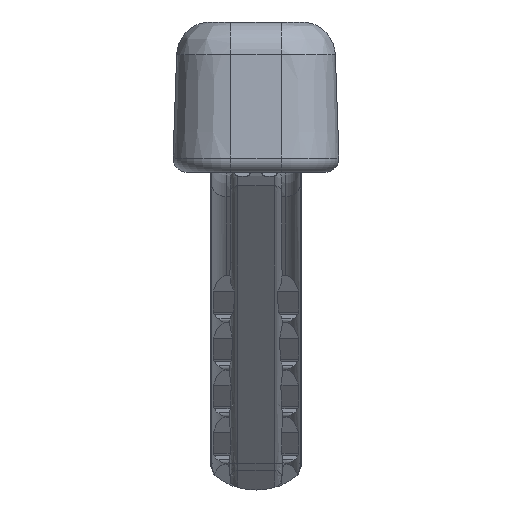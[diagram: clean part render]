
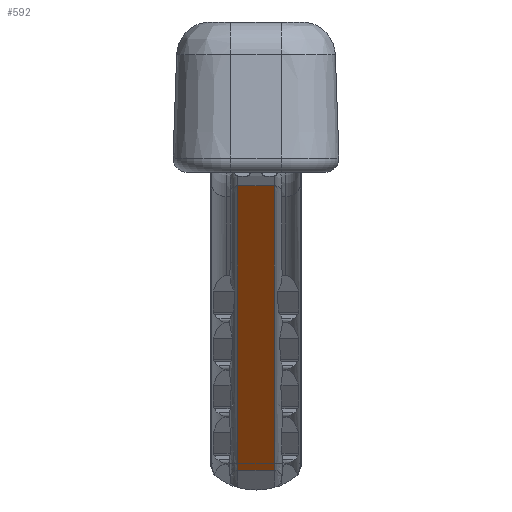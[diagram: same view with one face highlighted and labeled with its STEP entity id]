
A CAD part, front view. The second image highlights one B-rep face of the part: STEP entity #592.
In plain terms, the highlighted planar face has unit normal (0, -0.394, -0.919).
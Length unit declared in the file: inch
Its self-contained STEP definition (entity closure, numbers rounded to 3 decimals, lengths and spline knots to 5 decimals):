
#592=ADVANCED_FACE('',(#866),#752,.T.);
#752=PLANE('',#3644);
#866=FACE_OUTER_BOUND('',#1060,.T.);
#1060=EDGE_LOOP('',(#1608,#1609,#1610,#1611));
#1608=ORIENTED_EDGE('',*,*,#2840,.T.);
#1609=ORIENTED_EDGE('',*,*,#2877,.T.);
#1610=ORIENTED_EDGE('',*,*,#2836,.F.);
#1611=ORIENTED_EDGE('',*,*,#2874,.T.);
#2440=VERTEX_POINT('',#5983);
#2441=VERTEX_POINT('',#5987);
#2463=VERTEX_POINT('',#6174);
#2465=VERTEX_POINT('',#6191);
#2836=EDGE_CURVE('',#2440,#2463,#3173,.T.);
#2840=EDGE_CURVE('',#2441,#2465,#3174,.T.);
#2874=EDGE_CURVE('',#2440,#2441,#3178,.T.);
#2877=EDGE_CURVE('',#2465,#2463,#3180,.T.);
#3173=LINE('',#6173,#3397);
#3174=LINE('',#6192,#3398);
#3178=LINE('',#6461,#3402);
#3180=LINE('',#6483,#3404);
#3397=VECTOR('',#4176,1.);
#3398=VECTOR('',#4181,1.);
#3402=VECTOR('',#4193,1.);
#3404=VECTOR('',#4197,1.);
#3644=AXIS2_PLACEMENT_3D('',#6484,#4198,#4199);
#4176=DIRECTION('',(0.,0.919,-0.394));
#4181=DIRECTION('',(0.,0.919,-0.394));
#4193=DIRECTION('',(-1.,0.,0.));
#4197=DIRECTION('',(1.,0.,0.));
#4198=DIRECTION('',(0.,-0.394,-0.919));
#4199=DIRECTION('',(0.,0.919,-0.394));
#5983=CARTESIAN_POINT('',(0.019,3.22667,-0.06986));
#5987=CARTESIAN_POINT('',(-0.019,3.22667,-0.06986));
#6173=CARTESIAN_POINT('',(0.019,3.57049,-0.21734));
#6174=CARTESIAN_POINT('',(0.019,3.91432,-0.36482));
#6191=CARTESIAN_POINT('',(-0.019,3.91432,-0.36482));
#6192=CARTESIAN_POINT('',(-0.019,3.57049,-0.21734));
#6461=CARTESIAN_POINT('',(0.,3.22667,-0.06986));
#6483=CARTESIAN_POINT('',(0.,3.91432,-0.36482));
#6484=CARTESIAN_POINT('',(0.019,3.57049,-0.21734));
